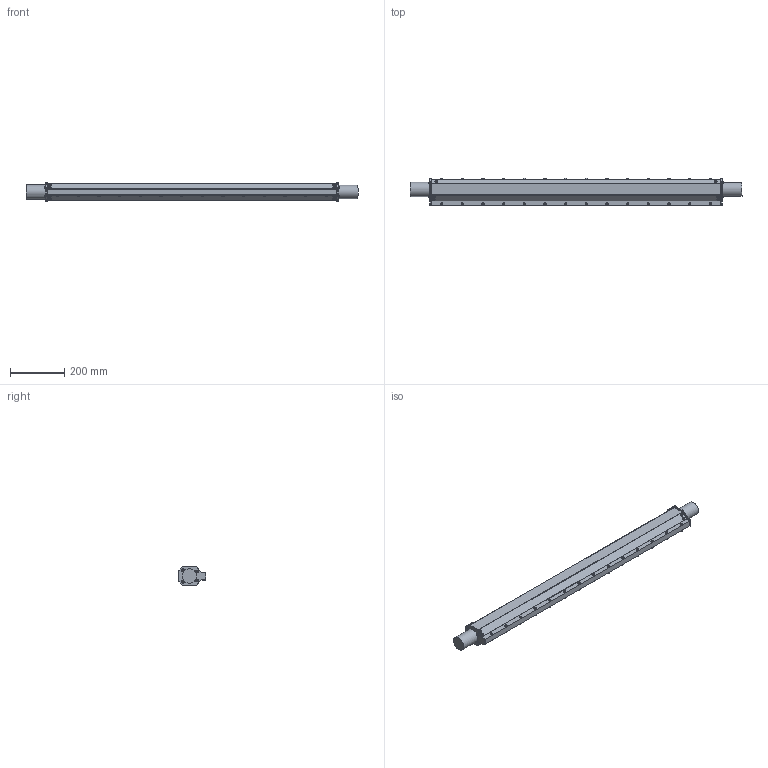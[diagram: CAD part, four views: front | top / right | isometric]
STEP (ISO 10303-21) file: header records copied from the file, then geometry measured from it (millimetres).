
FILE_DESCRIPTION(/* description */ (''),/* implementation_level */ '2;1');
FILE_NAME(/* name */ 'MA22xxxxxx042 DUMMY.stp',/* time_stamp */ '2018-02-13T10:50:59-05:00',/* author */ ('James'),/* organization */ (''),/* preprocessor_version */ 'ST-DEVELOPER v16.5',/* originating_system */ 'Autodesk Inventor 2017',/* authorisation */ '');
FILE_SCHEMA (('AUTOMOTIVE_DESIGN { 1 0 10303 214 3 1 1 }'));
Products named in the file (1): MA22xxxxxx042 DUMMY
Bounding box: 1223.98 x 101.23 x 71.12 mm (x, y, z)
Volume: 5408631.6 mm3; surface area: 344899.2 mm2
Topology: 1 solids, 1 shells, 938 faces, 2064 edges, 1313 vertices
Faces by surface type: plane 387, cone 266, cylinder 189, bspline 48, sphere 34, torus 14
Full cylindrical faces by diameter (mm): 7.6 x8, 9 x36, 9.5 x12, 10.5 x14, 11 x26, 50.8 x1, 52.451 x1
Entity records: 57698 total; most frequent: CARTESIAN_POINT 38722, ORIENTED_EDGE 3750, DIRECTION 3706, EDGE_CURVE 1875, AXIS2_PLACEMENT_3D 1582, VERTEX_POINT 1250, EDGE_LOOP 1249, FACE_OUTER_BOUND 938
